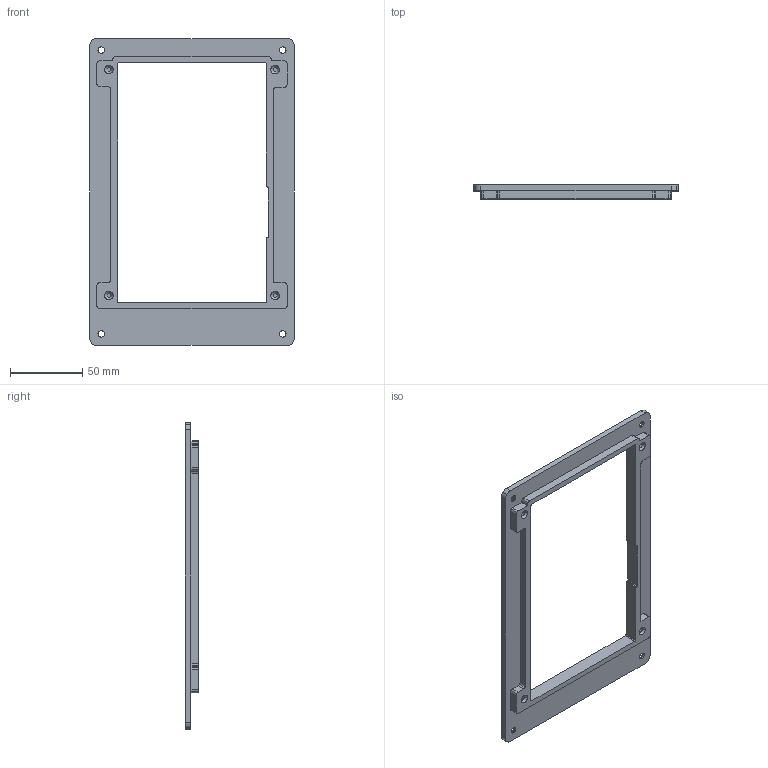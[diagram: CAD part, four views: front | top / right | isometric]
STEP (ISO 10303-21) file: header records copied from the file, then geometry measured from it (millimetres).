
FILE_DESCRIPTION(('STEP AP214'),'1');
FILE_NAME('Cover.stp','2024-04-29T18:44:42',(' '),(' '),'Spatial InterOp 3D',' ',' ');
FILE_SCHEMA(('AUTOMOTIVE_DESIGN { 1 0 10303 214 1 1 1 1 }'));
Length unit declared in the file: metre
Products named in the file (1): Cover
Bounding box: 142 x 9.5 x 213 mm (x, y, z)
Volume: 68617.5 mm3; surface area: 37733.9 mm2
Topology: 1 solids, 1 shells, 117 faces, 324 edges, 214 vertices
Faces by surface type: cylinder 66, plane 35, cone 16
Entity records: 3853 total; most frequent: DIRECTION 718, CARTESIAN_POINT 656, ORIENTED_EDGE 648, EDGE_CURVE 324, AXIS2_PLACEMENT_3D 276, VERTEX_POINT 214, LINE 166, VECTOR 166
